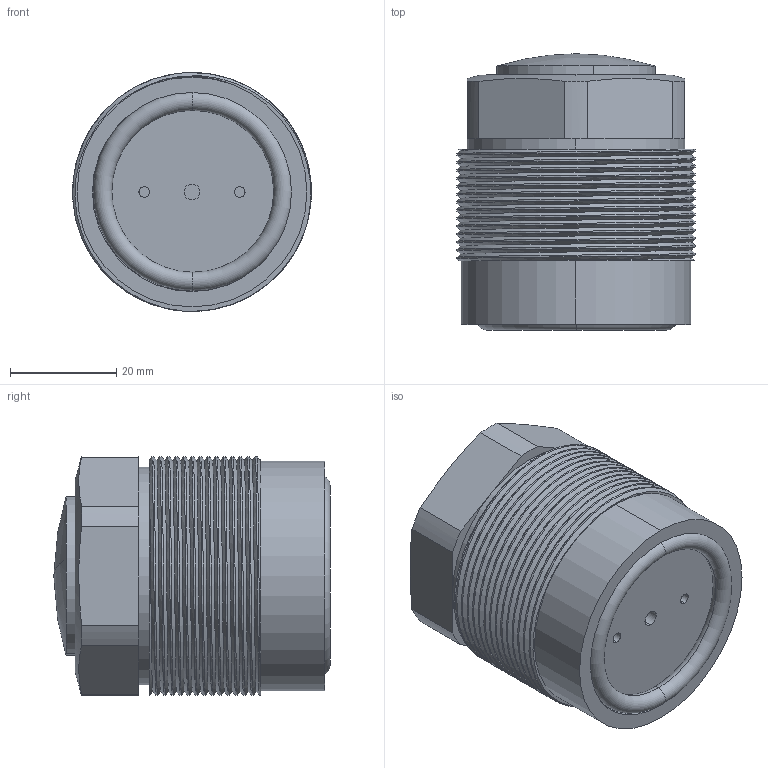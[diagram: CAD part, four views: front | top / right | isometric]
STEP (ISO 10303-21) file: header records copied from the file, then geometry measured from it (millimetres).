
FILE_DESCRIPTION (( 'STEP AP214' ), '1' );
FILE_NAME ('CTC-K045RS.STEP', '2018-10-29T12:45:59', ( '' ), ( '' ), 'SwSTEP 2.0', 'SolidWorks 2016', '' );
FILE_SCHEMA (( 'AUTOMOTIVE_DESIGN' ));
Length unit declared in the file: millimetre
Products named in the file (4): CTC-K045(O); CTC-K045RS(HSG); CTC-K045RS(BT); CTC-K045RS
Assembly tree (3 placements, depth 2):
  CTC-K045RS
    CTC-K045RS(BT)
    CTC-K045RS(HSG)
    CTC-K045(O)
Bounding box: 44.97 x 52.04 x 45 mm (x, y, z)
Volume: 59198.9 mm3; surface area: 24299.6 mm2
Topology: 3 solids, 3 shells, 92 faces, 235 edges, 153 vertices
Faces by surface type: cylinder 59, plane 22, torus 4, bspline 3, cone 2, sphere 2
Entity records: 5817 total; most frequent: CARTESIAN_POINT 3553, ORIENTED_EDGE 470, DIRECTION 438, EDGE_CURVE 235, AXIS2_PLACEMENT_3D 180, VERTEX_POINT 153, EDGE_LOOP 104, ADVANCED_FACE 92
